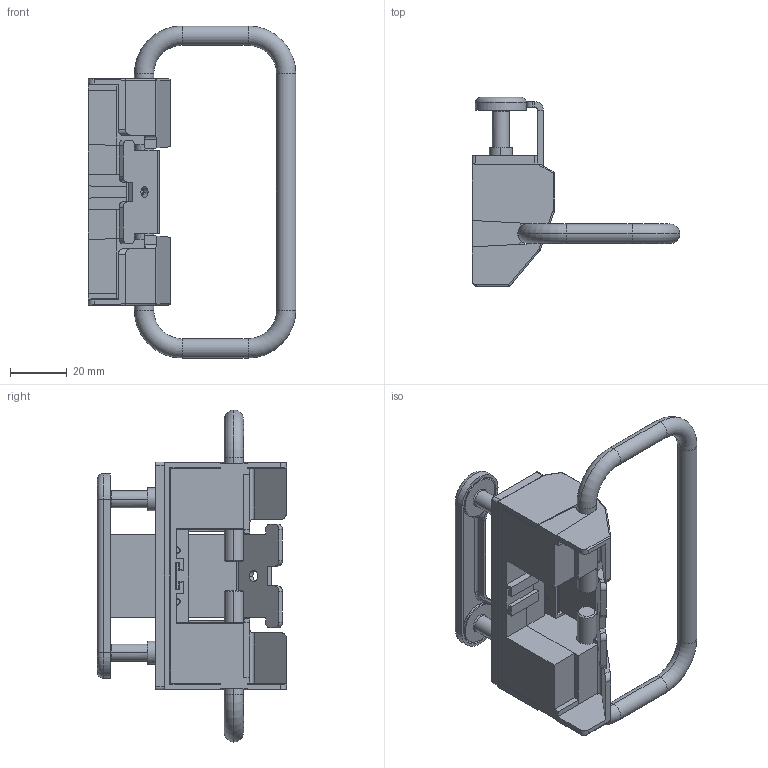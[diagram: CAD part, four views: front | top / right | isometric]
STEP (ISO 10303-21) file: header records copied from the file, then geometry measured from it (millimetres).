
FILE_DESCRIPTION(('STEP AP214'),'1');
FILE_NAME('8012367_V Cox Cick.STP','2024-08-13T08:39:01',(' '),(' '),'Spatial InterOp 3D',' ',' ');
FILE_SCHEMA(('AUTOMOTIVE_DESIGN { 1 0 10303 214 1 1 1 1 }'));
Length unit declared in the file: millimetre
Products named in the file (1): 3D-Objekt
Bounding box: 73.05 x 66.52 x 116.8 mm (x, y, z)
Volume: 63337.9 mm3; surface area: 40567.8 mm2
Topology: 4 solids, 6 shells, 479 faces, 1349 edges, 846 vertices
Faces by surface type: plane 195, torus 114, cylinder 110, cone 44, sphere 12, bspline 4
Entity records: 17723 total; most frequent: CARTESIAN_POINT 4156, DIRECTION 2704, ORIENTED_EDGE 2678, EDGE_CURVE 1339, AXIS2_PLACEMENT_3D 1016, VERTEX_POINT 846, LINE 672, VECTOR 672
